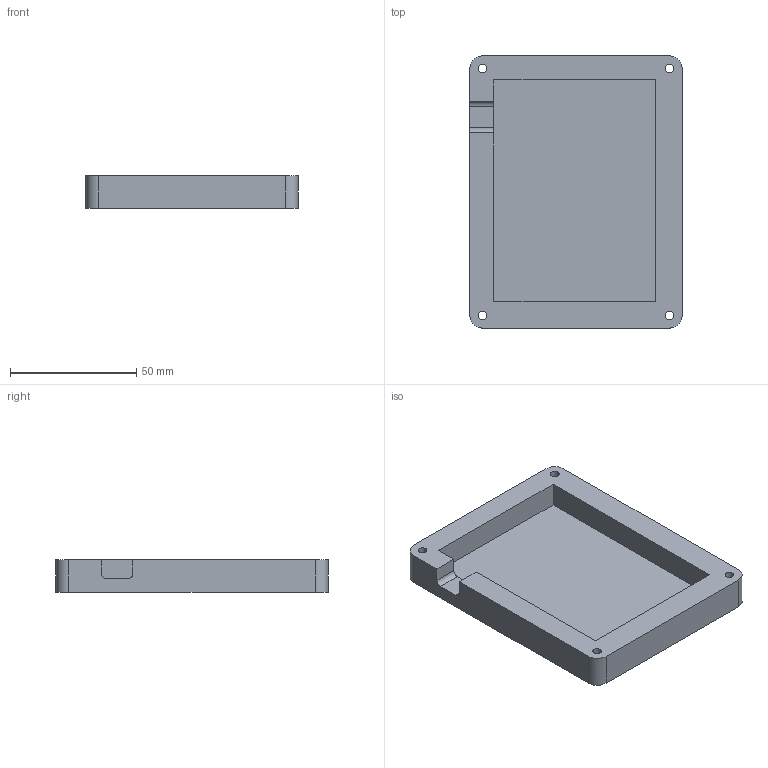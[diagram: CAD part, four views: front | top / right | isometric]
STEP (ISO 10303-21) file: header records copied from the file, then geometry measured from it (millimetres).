
FILE_DESCRIPTION(/* description */ (''),/* implementation_level */ '2;1');
FILE_NAME(/* name */ 'Case.step',/* time_stamp */ '2025-12-01T14:05:32+01:00',/* author */ (''),/* organization */ (''),/* preprocessor_version */ 'ST-DEVELOPER v20.1',/* originating_system */ 'Autodesk Translation Framework v14.21.0.0',/* authorisation */ '');
FILE_SCHEMA (('AUTOMOTIVE_DESIGN { 1 0 10303 214 3 1 1 }'));
Length unit declared in the file: millimetre
Products named in the file (1): 2025-12-01-10-51-15-302
Bounding box: 84 x 107.7 x 13 mm (x, y, z)
Volume: 59617 mm3; surface area: 26483.5 mm2
Topology: 1 solids, 1 shells, 32 faces, 78 edges, 52 vertices
Faces by surface type: plane 18, cylinder 14
Full cylindrical faces by diameter (mm): 3.4 x4, 6 x4
Entity records: 999 total; most frequent: DIRECTION 172, CARTESIAN_POINT 163, ORIENTED_EDGE 156, EDGE_CURVE 78, AXIS2_PLACEMENT_3D 61, VERTEX_POINT 52, LINE 50, VECTOR 50
